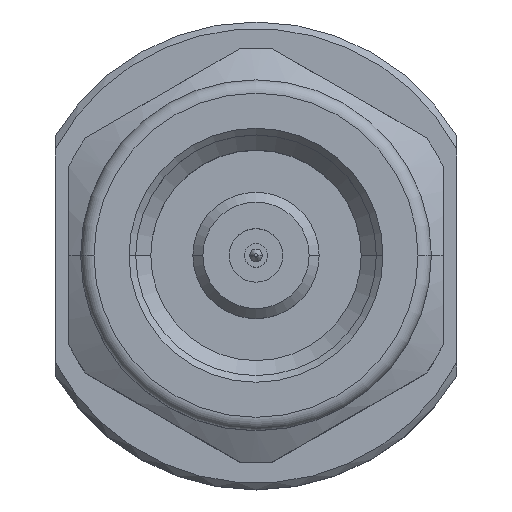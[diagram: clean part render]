
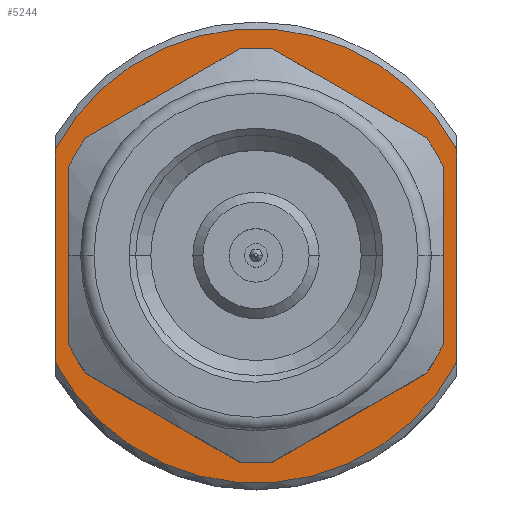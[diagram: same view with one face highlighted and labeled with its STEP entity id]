
A CAD part, top view. The second image highlights one B-rep face of the part: STEP entity #5244.
In plain terms, the highlighted planar face has unit normal (0, 0, 1).
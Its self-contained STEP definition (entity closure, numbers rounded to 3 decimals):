
#178 = DIRECTION ( 'NONE',  ( 1., 0., 0. ) ) ;
#259 = AXIS2_PLACEMENT_3D ( 'NONE', #5309, #690, #311 ) ;
#311 = DIRECTION ( 'NONE',  ( 1., 0., 0. ) ) ;
#320 = CARTESIAN_POINT ( 'NONE',  ( 0., 0., 3.28 ) ) ;
#430 = CIRCLE ( 'NONE', #3971, 2.125 ) ;
#438 = ORIENTED_EDGE ( 'NONE', *, *, #1701, .T. ) ;
#444 = CARTESIAN_POINT ( 'NONE',  ( 3., 1.6, 3.28 ) ) ;
#492 = VERTEX_POINT ( 'NONE', #556 ) ;
#556 = CARTESIAN_POINT ( 'NONE',  ( 3., -1.6, 3.28 ) ) ;
#567 = DIRECTION ( 'NONE',  ( 0., 1., 0. ) ) ;
#570 = EDGE_LOOP ( 'NONE', ( #3255, #3894 ) ) ;
#599 = EDGE_CURVE ( 'NONE', #4775, #492, #3162, .T. ) ;
#690 = DIRECTION ( 'NONE',  ( 0., 0., 1. ) ) ;
#741 = EDGE_CURVE ( 'NONE', #1242, #2671, #430, .T. ) ;
#881 = DIRECTION ( 'NONE',  ( 0., 0., 1. ) ) ;
#1242 = VERTEX_POINT ( 'NONE', #5482 ) ;
#1325 = AXIS2_PLACEMENT_3D ( 'NONE', #2573, #881, #3317 ) ;
#1379 = VERTEX_POINT ( 'NONE', #4343 ) ;
#1397 = FACE_OUTER_BOUND ( 'NONE', #4381, .T. ) ;
#1453 = LINE ( 'NONE', #3128, #1536 ) ;
#1536 = VECTOR ( 'NONE', #567, 1000. ) ;
#1678 = VERTEX_POINT ( 'NONE', #444 ) ;
#1701 = EDGE_CURVE ( 'NONE', #1678, #1379, #5324, .T. ) ;
#1810 = CARTESIAN_POINT ( 'NONE',  ( -3., 0., 3.28 ) ) ;
#1918 = AXIS2_PLACEMENT_3D ( 'NONE', #320, #2861, #5403 ) ;
#2573 = CARTESIAN_POINT ( 'NONE',  ( 0., 0., 3.28 ) ) ;
#2603 = DIRECTION ( 'NONE',  ( 0., 0., 1. ) ) ;
#2671 = VERTEX_POINT ( 'NONE', #5215 ) ;
#2785 = CARTESIAN_POINT ( 'NONE',  ( -3., -1.6, 3.28 ) ) ;
#2861 = DIRECTION ( 'NONE',  ( 0., 0., 1. ) ) ;
#2890 = EDGE_CURVE ( 'NONE', #1379, #4775, #3562, .T. ) ;
#2909 = EDGE_CURVE ( 'NONE', #492, #1678, #1453, .T. ) ;
#3032 = ORIENTED_EDGE ( 'NONE', *, *, #599, .T. ) ;
#3046 = ORIENTED_EDGE ( 'NONE', *, *, #2909, .T. ) ;
#3076 = PLANE ( 'NONE',  #1918 ) ;
#3128 = CARTESIAN_POINT ( 'NONE',  ( 3., 0., 3.28 ) ) ;
#3162 = CIRCLE ( 'NONE', #259, 3.4 ) ;
#3255 = ORIENTED_EDGE ( 'NONE', *, *, #741, .F. ) ;
#3317 = DIRECTION ( 'NONE',  ( 1., 0., 0. ) ) ;
#3371 = DIRECTION ( 'NONE',  ( 1., 0., 0. ) ) ;
#3502 = FACE_BOUND ( 'NONE', #570, .T. ) ;
#3562 = LINE ( 'NONE', #1810, #3839 ) ;
#3688 = CIRCLE ( 'NONE', #5106, 2.125 ) ;
#3789 = ORIENTED_EDGE ( 'NONE', *, *, #2890, .T. ) ;
#3803 = EDGE_CURVE ( 'NONE', #2671, #1242, #3688, .T. ) ;
#3839 = VECTOR ( 'NONE', #3867, 1000. ) ;
#3867 = DIRECTION ( 'NONE',  ( 0., -1., 0. ) ) ;
#3894 = ORIENTED_EDGE ( 'NONE', *, *, #3803, .F. ) ;
#3971 = AXIS2_PLACEMENT_3D ( 'NONE', #5014, #4168, #3371 ) ;
#4168 = DIRECTION ( 'NONE',  ( 0., 0., 1. ) ) ;
#4343 = CARTESIAN_POINT ( 'NONE',  ( -3., 1.6, 3.28 ) ) ;
#4381 = EDGE_LOOP ( 'NONE', ( #3789, #3032, #3046, #438 ) ) ;
#4735 = CARTESIAN_POINT ( 'NONE',  ( 0., 0., 3.28 ) ) ;
#4775 = VERTEX_POINT ( 'NONE', #2785 ) ;
#5014 = CARTESIAN_POINT ( 'NONE',  ( 0., 0., 3.28 ) ) ;
#5106 = AXIS2_PLACEMENT_3D ( 'NONE', #4735, #2603, #178 ) ;
#5215 = CARTESIAN_POINT ( 'NONE',  ( -2.125, 0., 3.28 ) ) ;
#5244 = ADVANCED_FACE ( 'NONE', ( #3502, #1397 ), #3076, .T. ) ;
#5309 = CARTESIAN_POINT ( 'NONE',  ( 0., 0., 3.28 ) ) ;
#5324 = CIRCLE ( 'NONE', #1325, 3.4 ) ;
#5403 = DIRECTION ( 'NONE',  ( 1., 0., 0. ) ) ;
#5482 = CARTESIAN_POINT ( 'NONE',  ( 2.125, 0., 3.28 ) ) ;
